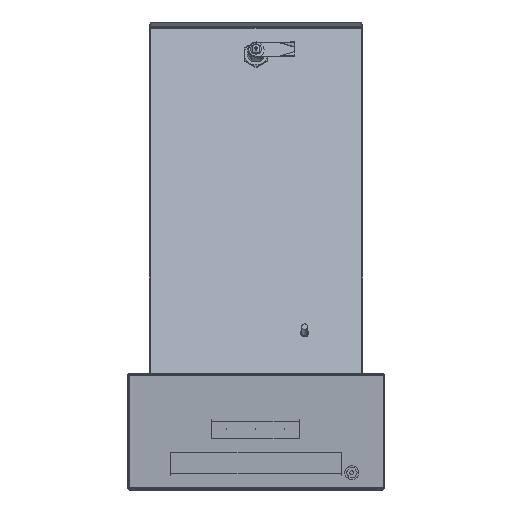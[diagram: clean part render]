
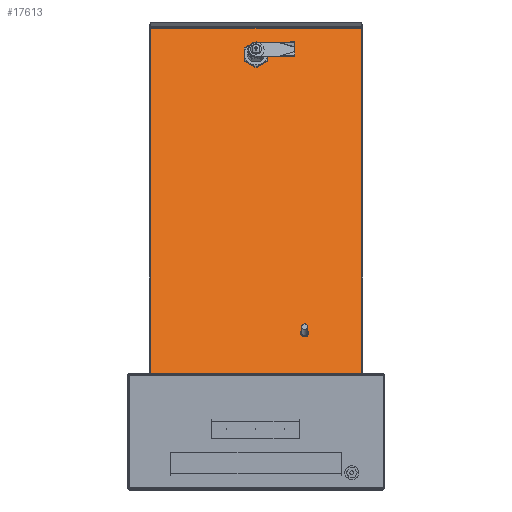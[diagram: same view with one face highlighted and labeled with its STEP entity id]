
A CAD part, left-side view. The second image highlights one B-rep face of the part: STEP entity #17613.
In plain terms, the highlighted face is planar.
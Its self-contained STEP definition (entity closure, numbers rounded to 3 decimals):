
#332 = DIRECTION ( 'NONE',  ( 0., -1., 0. ) ) ;
#519 = VERTEX_POINT ( 'NONE', #18368 ) ;
#952 = CARTESIAN_POINT ( 'NONE',  ( -198., 108.2, 0. ) ) ;
#1269 = CARTESIAN_POINT ( 'NONE',  ( -175.25, -4.71, 0. ) ) ;
#1412 = CARTESIAN_POINT ( 'NONE',  ( -158.75, -4.71, 0. ) ) ;
#1690 = DIRECTION ( 'NONE',  ( -1., 0., 0. ) ) ;
#1764 = EDGE_LOOP ( 'NONE', ( #2984, #7238, #7809, #7745 ) ) ;
#1936 = CARTESIAN_POINT ( 'NONE',  ( -198., -110., 0. ) ) ;
#2523 = EDGE_CURVE ( 'NONE', #9270, #4370, #18864, .T. ) ;
#2542 = DIRECTION ( 'NONE',  ( 1., 0., 0. ) ) ;
#2803 = CIRCLE ( 'NONE', #14348, 9.5 ) ;
#2984 = ORIENTED_EDGE ( 'NONE', *, *, #8393, .F. ) ;
#3182 = LINE ( 'NONE', #952, #5349 ) ;
#4164 = LINE ( 'NONE', #5564, #4398 ) ;
#4370 = VERTEX_POINT ( 'NONE', #14414 ) ;
#4398 = VECTOR ( 'NONE', #15000, 1000. ) ;
#4427 = VECTOR ( 'NONE', #11936, 1000. ) ;
#4500 = VECTOR ( 'NONE', #1690, 1000. ) ;
#4868 = EDGE_CURVE ( 'NONE', #519, #9270, #7997, .T. ) ;
#4906 = DIRECTION ( 'NONE',  ( -1., 0., 0. ) ) ;
#4914 = EDGE_CURVE ( 'NONE', #9911, #17307, #2803, .T. ) ;
#4942 = FACE_BOUND ( 'NONE', #1764, .T. ) ;
#5144 = DIRECTION ( 'NONE',  ( 0., 0., 1. ) ) ;
#5288 = CIRCLE ( 'NONE', #7857, 9.5 ) ;
#5349 = VECTOR ( 'NONE', #17623, 1000. ) ;
#5482 = EDGE_LOOP ( 'NONE', ( #15410, #11718, #13779, #9517 ) ) ;
#5541 = DIRECTION ( 'NONE',  ( 0., 0., -1. ) ) ;
#5564 = CARTESIAN_POINT ( 'NONE',  ( -196.2, -110., 0. ) ) ;
#6363 = CARTESIAN_POINT ( 'NONE',  ( 137.5, -50., 0. ) ) ;
#6598 = CARTESIAN_POINT ( 'NONE',  ( -196.2, 108.2, 0. ) ) ;
#6661 = FACE_BOUND ( 'NONE', #8702, .T. ) ;
#7238 = ORIENTED_EDGE ( 'NONE', *, *, #12412, .F. ) ;
#7534 = LINE ( 'NONE', #18178, #9175 ) ;
#7741 = CARTESIAN_POINT ( 'NONE',  ( 138., -50., 0. ) ) ;
#7745 = ORIENTED_EDGE ( 'NONE', *, *, #4914, .F. ) ;
#7809 = ORIENTED_EDGE ( 'NONE', *, *, #13035, .F. ) ;
#7857 = AXIS2_PLACEMENT_3D ( 'NONE', #9896, #5541, #16083 ) ;
#7997 = LINE ( 'NONE', #14092, #10850 ) ;
#8081 = DIRECTION ( 'NONE',  ( 1., 0., 0. ) ) ;
#8146 = VERTEX_POINT ( 'NONE', #9869 ) ;
#8393 = EDGE_CURVE ( 'NONE', #8146, #9911, #16441, .T. ) ;
#8702 = EDGE_LOOP ( 'NONE', ( #18347 ) ) ;
#8879 = AXIS2_PLACEMENT_3D ( 'NONE', #7741, #12353, #4906 ) ;
#9175 = VECTOR ( 'NONE', #13647, 1000. ) ;
#9270 = VERTEX_POINT ( 'NONE', #10488 ) ;
#9517 = ORIENTED_EDGE ( 'NONE', *, *, #2523, .T. ) ;
#9869 = CARTESIAN_POINT ( 'NONE',  ( -175.25, -4.71, 0. ) ) ;
#9896 = CARTESIAN_POINT ( 'NONE',  ( -167., 0., 0. ) ) ;
#9911 = VERTEX_POINT ( 'NONE', #17709 ) ;
#9998 = DIRECTION ( 'NONE',  ( 0., 0., -1. ) ) ;
#10483 = CIRCLE ( 'NONE', #8879, 0.5 ) ;
#10488 = CARTESIAN_POINT ( 'NONE',  ( 196.2, -108.2, 0. ) ) ;
#10850 = VECTOR ( 'NONE', #332, 1000. ) ;
#11718 = ORIENTED_EDGE ( 'NONE', *, *, #18606, .T. ) ;
#11882 = VERTEX_POINT ( 'NONE', #6598 ) ;
#11936 = DIRECTION ( 'NONE',  ( 0., 1., 0. ) ) ;
#12288 = VERTEX_POINT ( 'NONE', #6363 ) ;
#12353 = DIRECTION ( 'NONE',  ( 0., 0., -1. ) ) ;
#12412 = EDGE_CURVE ( 'NONE', #13782, #8146, #5288, .T. ) ;
#12745 = AXIS2_PLACEMENT_3D ( 'NONE', #1936, #5144, #8081 ) ;
#13035 = EDGE_CURVE ( 'NONE', #17307, #13782, #7534, .T. ) ;
#13647 = DIRECTION ( 'NONE',  ( 0., -1., 0. ) ) ;
#13779 = ORIENTED_EDGE ( 'NONE', *, *, #4868, .T. ) ;
#13782 = VERTEX_POINT ( 'NONE', #1412 ) ;
#14092 = CARTESIAN_POINT ( 'NONE',  ( 196.2, 2090., 0. ) ) ;
#14348 = AXIS2_PLACEMENT_3D ( 'NONE', #14787, #9998, #2542 ) ;
#14374 = EDGE_CURVE ( 'NONE', #12288, #12288, #10483, .T. ) ;
#14414 = CARTESIAN_POINT ( 'NONE',  ( -196.2, -108.2, 0. ) ) ;
#14787 = CARTESIAN_POINT ( 'NONE',  ( -167., 0., 0. ) ) ;
#15000 = DIRECTION ( 'NONE',  ( 0., 1., 0. ) ) ;
#15410 = ORIENTED_EDGE ( 'NONE', *, *, #18696, .T. ) ;
#15437 = CARTESIAN_POINT ( 'NONE',  ( 198., -108.2, 0. ) ) ;
#15688 = PLANE ( 'NONE',  #12745 ) ;
#16083 = DIRECTION ( 'NONE',  ( 1., 0., 0. ) ) ;
#16441 = LINE ( 'NONE', #1269, #4427 ) ;
#17194 = FACE_OUTER_BOUND ( 'NONE', #5482, .T. ) ;
#17307 = VERTEX_POINT ( 'NONE', #19549 ) ;
#17613 = ADVANCED_FACE ( 'NONE', ( #6661, #4942, #17194 ), #15688, .F. ) ;
#17623 = DIRECTION ( 'NONE',  ( 1., 0., 0. ) ) ;
#17709 = CARTESIAN_POINT ( 'NONE',  ( -175.25, 4.71, 0. ) ) ;
#18178 = CARTESIAN_POINT ( 'NONE',  ( -158.75, -4.71, 0. ) ) ;
#18347 = ORIENTED_EDGE ( 'NONE', *, *, #14374, .F. ) ;
#18368 = CARTESIAN_POINT ( 'NONE',  ( 196.2, 108.2, 0. ) ) ;
#18606 = EDGE_CURVE ( 'NONE', #11882, #519, #3182, .T. ) ;
#18696 = EDGE_CURVE ( 'NONE', #4370, #11882, #4164, .T. ) ;
#18864 = LINE ( 'NONE', #15437, #4500 ) ;
#19549 = CARTESIAN_POINT ( 'NONE',  ( -158.75, 4.71, 0. ) ) ;
